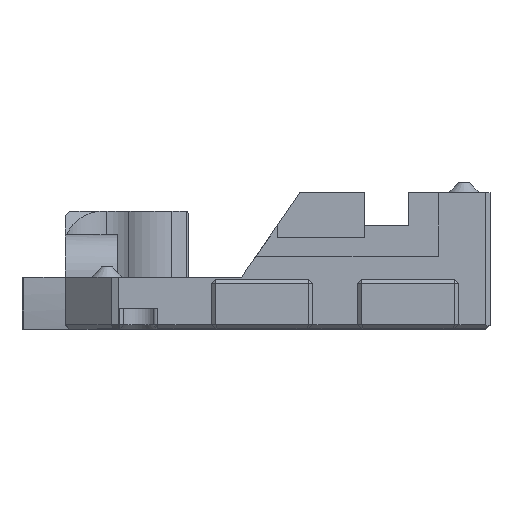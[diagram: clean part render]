
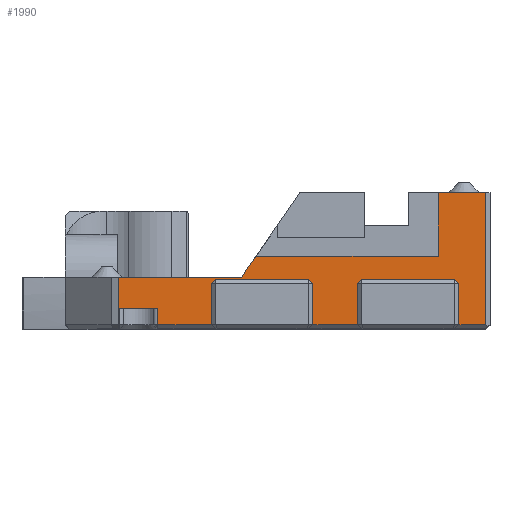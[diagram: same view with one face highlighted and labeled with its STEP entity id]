
A CAD part, top view. The second image highlights one B-rep face of the part: STEP entity #1990.
In plain terms, the highlighted planar face has unit normal (0, 0, 1).
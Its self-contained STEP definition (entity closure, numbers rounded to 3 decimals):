
#116 = VERTEX_POINT('',#117);
#117 = CARTESIAN_POINT('',(215.15,-145.165,39.8));
#123 = EDGE_CURVE('',#124,#116,#126,.T.);
#124 = VERTEX_POINT('',#125);
#125 = CARTESIAN_POINT('',(227.05,-145.165,39.8));
#126 = LINE('',#127,#128);
#127 = CARTESIAN_POINT('',(227.05,-145.165,39.8));
#128 = VECTOR('',#129,1.);
#129 = DIRECTION('',(-1.,0.,0.));
#1971 = VERTEX_POINT('',#1972);
#1972 = CARTESIAN_POINT('',(215.15,-149.765,39.8));
#1978 = EDGE_CURVE('',#116,#1971,#1979,.T.);
#1979 = LINE('',#1980,#1981);
#1980 = CARTESIAN_POINT('',(215.15,-145.165,39.8));
#1981 = VECTOR('',#1982,1.);
#1982 = DIRECTION('',(-0.,-1.,-0.));
#1990 = ADVANCED_FACE('',(#1991),#2169,.T.);
#1991 = FACE_BOUND('',#1992,.T.);
#1992 = EDGE_LOOP('',(#1993,#2003,#2011,#2019,#2027,#2035,#2043,#2051,
    #2059,#2067,#2075,#2083,#2091,#2099,#2107,#2115,#2123,#2131,#2139,
    #2145,#2146,#2147,#2155,#2163));
#1993 = ORIENTED_EDGE('',*,*,#1994,.F.);
#1994 = EDGE_CURVE('',#1995,#1997,#1999,.T.);
#1995 = VERTEX_POINT('',#1996);
#1996 = CARTESIAN_POINT('',(218.962,-149.765,39.8));
#1997 = VERTEX_POINT('',#1998);
#1998 = CARTESIAN_POINT('',(218.962,-148.165,39.8));
#1999 = LINE('',#2000,#2001);
#2000 = CARTESIAN_POINT('',(218.962,-150.165,39.8));
#2001 = VECTOR('',#2002,1.);
#2002 = DIRECTION('',(0.,1.,0.));
#2003 = ORIENTED_EDGE('',*,*,#2004,.F.);
#2004 = EDGE_CURVE('',#2005,#1995,#2007,.T.);
#2005 = VERTEX_POINT('',#2006);
#2006 = CARTESIAN_POINT('',(224.15,-149.765,39.8));
#2007 = LINE('',#2008,#2009);
#2008 = CARTESIAN_POINT('',(224.15,-149.765,39.8));
#2009 = VECTOR('',#2010,1.);
#2010 = DIRECTION('',(-1.,0.,0.));
#2011 = ORIENTED_EDGE('',*,*,#2012,.T.);
#2012 = EDGE_CURVE('',#2005,#2013,#2015,.T.);
#2013 = VERTEX_POINT('',#2014);
#2014 = CARTESIAN_POINT('',(224.15,-145.765,39.8));
#2015 = LINE('',#2016,#2017);
#2016 = CARTESIAN_POINT('',(224.15,-149.765,39.8));
#2017 = VECTOR('',#2018,1.);
#2018 = DIRECTION('',(0.,1.,0.));
#2019 = ORIENTED_EDGE('',*,*,#2020,.F.);
#2020 = EDGE_CURVE('',#2021,#2013,#2023,.T.);
#2021 = VERTEX_POINT('',#2022);
#2022 = CARTESIAN_POINT('',(224.55,-145.365,39.8));
#2023 = LINE('',#2024,#2025);
#2024 = CARTESIAN_POINT('',(224.55,-145.365,39.8));
#2025 = VECTOR('',#2026,1.);
#2026 = DIRECTION('',(-0.707,-0.707,-0.));
#2027 = ORIENTED_EDGE('',*,*,#2028,.F.);
#2028 = EDGE_CURVE('',#2029,#2021,#2031,.T.);
#2029 = VERTEX_POINT('',#2030);
#2030 = CARTESIAN_POINT('',(233.55,-145.365,39.8));
#2031 = LINE('',#2032,#2033);
#2032 = CARTESIAN_POINT('',(233.55,-145.365,39.8));
#2033 = VECTOR('',#2034,1.);
#2034 = DIRECTION('',(-1.,0.,0.));
#2035 = ORIENTED_EDGE('',*,*,#2036,.F.);
#2036 = EDGE_CURVE('',#2037,#2029,#2039,.T.);
#2037 = VERTEX_POINT('',#2038);
#2038 = CARTESIAN_POINT('',(233.95,-145.765,39.8));
#2039 = LINE('',#2040,#2041);
#2040 = CARTESIAN_POINT('',(233.95,-145.765,39.8));
#2041 = VECTOR('',#2042,1.);
#2042 = DIRECTION('',(-0.707,0.707,0.));
#2043 = ORIENTED_EDGE('',*,*,#2044,.T.);
#2044 = EDGE_CURVE('',#2037,#2045,#2047,.T.);
#2045 = VERTEX_POINT('',#2046);
#2046 = CARTESIAN_POINT('',(233.95,-149.765,39.8));
#2047 = LINE('',#2048,#2049);
#2048 = CARTESIAN_POINT('',(233.95,-145.765,39.8));
#2049 = VECTOR('',#2050,1.);
#2050 = DIRECTION('',(-0.,-1.,-0.));
#2051 = ORIENTED_EDGE('',*,*,#2052,.F.);
#2052 = EDGE_CURVE('',#2053,#2045,#2055,.T.);
#2053 = VERTEX_POINT('',#2054);
#2054 = CARTESIAN_POINT('',(238.25,-149.765,39.8));
#2055 = LINE('',#2056,#2057);
#2056 = CARTESIAN_POINT('',(238.25,-149.765,39.8));
#2057 = VECTOR('',#2058,1.);
#2058 = DIRECTION('',(-1.,0.,0.));
#2059 = ORIENTED_EDGE('',*,*,#2060,.T.);
#2060 = EDGE_CURVE('',#2053,#2061,#2063,.T.);
#2061 = VERTEX_POINT('',#2062);
#2062 = CARTESIAN_POINT('',(238.25,-145.765,39.8));
#2063 = LINE('',#2064,#2065);
#2064 = CARTESIAN_POINT('',(238.25,-149.765,39.8));
#2065 = VECTOR('',#2066,1.);
#2066 = DIRECTION('',(0.,1.,0.));
#2067 = ORIENTED_EDGE('',*,*,#2068,.F.);
#2068 = EDGE_CURVE('',#2069,#2061,#2071,.T.);
#2069 = VERTEX_POINT('',#2070);
#2070 = CARTESIAN_POINT('',(238.65,-145.365,39.8));
#2071 = LINE('',#2072,#2073);
#2072 = CARTESIAN_POINT('',(238.65,-145.365,39.8));
#2073 = VECTOR('',#2074,1.);
#2074 = DIRECTION('',(-0.707,-0.707,-0.));
#2075 = ORIENTED_EDGE('',*,*,#2076,.F.);
#2076 = EDGE_CURVE('',#2077,#2069,#2079,.T.);
#2077 = VERTEX_POINT('',#2078);
#2078 = CARTESIAN_POINT('',(247.65,-145.365,39.8));
#2079 = LINE('',#2080,#2081);
#2080 = CARTESIAN_POINT('',(247.65,-145.365,39.8));
#2081 = VECTOR('',#2082,1.);
#2082 = DIRECTION('',(-1.,0.,0.));
#2083 = ORIENTED_EDGE('',*,*,#2084,.F.);
#2084 = EDGE_CURVE('',#2085,#2077,#2087,.T.);
#2085 = VERTEX_POINT('',#2086);
#2086 = CARTESIAN_POINT('',(248.05,-145.765,39.8));
#2087 = LINE('',#2088,#2089);
#2088 = CARTESIAN_POINT('',(248.05,-145.765,39.8));
#2089 = VECTOR('',#2090,1.);
#2090 = DIRECTION('',(-0.707,0.707,0.));
#2091 = ORIENTED_EDGE('',*,*,#2092,.T.);
#2092 = EDGE_CURVE('',#2085,#2093,#2095,.T.);
#2093 = VERTEX_POINT('',#2094);
#2094 = CARTESIAN_POINT('',(248.05,-149.765,39.8));
#2095 = LINE('',#2096,#2097);
#2096 = CARTESIAN_POINT('',(248.05,-145.765,39.8));
#2097 = VECTOR('',#2098,1.);
#2098 = DIRECTION('',(-0.,-1.,-0.));
#2099 = ORIENTED_EDGE('',*,*,#2100,.F.);
#2100 = EDGE_CURVE('',#2101,#2093,#2103,.T.);
#2101 = VERTEX_POINT('',#2102);
#2102 = CARTESIAN_POINT('',(250.65,-149.765,39.8));
#2103 = LINE('',#2104,#2105);
#2104 = CARTESIAN_POINT('',(250.65,-149.765,39.8));
#2105 = VECTOR('',#2106,1.);
#2106 = DIRECTION('',(-1.,0.,0.));
#2107 = ORIENTED_EDGE('',*,*,#2108,.F.);
#2108 = EDGE_CURVE('',#2109,#2101,#2111,.T.);
#2109 = VERTEX_POINT('',#2110);
#2110 = CARTESIAN_POINT('',(250.65,-136.995,39.8));
#2111 = LINE('',#2112,#2113);
#2112 = CARTESIAN_POINT('',(250.65,-136.995,39.8));
#2113 = VECTOR('',#2114,1.);
#2114 = DIRECTION('',(-0.,-1.,-0.));
#2115 = ORIENTED_EDGE('',*,*,#2116,.T.);
#2116 = EDGE_CURVE('',#2109,#2117,#2119,.T.);
#2117 = VERTEX_POINT('',#2118);
#2118 = CARTESIAN_POINT('',(246.038,-136.995,39.8));
#2119 = LINE('',#2120,#2121);
#2120 = CARTESIAN_POINT('',(250.65,-136.995,39.8));
#2121 = VECTOR('',#2122,1.);
#2122 = DIRECTION('',(-1.,0.,0.));
#2123 = ORIENTED_EDGE('',*,*,#2124,.T.);
#2124 = EDGE_CURVE('',#2117,#2125,#2127,.T.);
#2125 = VERTEX_POINT('',#2126);
#2126 = CARTESIAN_POINT('',(246.038,-143.155,39.8));
#2127 = LINE('',#2128,#2129);
#2128 = CARTESIAN_POINT('',(246.038,-136.995,39.8));
#2129 = VECTOR('',#2130,1.);
#2130 = DIRECTION('',(-0.,-1.,-0.));
#2131 = ORIENTED_EDGE('',*,*,#2132,.T.);
#2132 = EDGE_CURVE('',#2125,#2133,#2135,.T.);
#2133 = VERTEX_POINT('',#2134);
#2134 = CARTESIAN_POINT('',(228.439,-143.155,39.8));
#2135 = LINE('',#2136,#2137);
#2136 = CARTESIAN_POINT('',(246.038,-143.155,39.8));
#2137 = VECTOR('',#2138,1.);
#2138 = DIRECTION('',(-1.,0.,0.));
#2139 = ORIENTED_EDGE('',*,*,#2140,.T.);
#2140 = EDGE_CURVE('',#2133,#124,#2141,.T.);
#2141 = LINE('',#2142,#2143);
#2142 = CARTESIAN_POINT('',(228.439,-143.155,39.8));
#2143 = VECTOR('',#2144,1.);
#2144 = DIRECTION('',(-0.569,-0.823,-0.));
#2145 = ORIENTED_EDGE('',*,*,#123,.T.);
#2146 = ORIENTED_EDGE('',*,*,#1978,.T.);
#2147 = ORIENTED_EDGE('',*,*,#2148,.F.);
#2148 = EDGE_CURVE('',#2149,#1971,#2151,.T.);
#2149 = VERTEX_POINT('',#2150);
#2150 = CARTESIAN_POINT('',(215.238,-149.765,39.8));
#2151 = LINE('',#2152,#2153);
#2152 = CARTESIAN_POINT('',(224.15,-149.765,39.8));
#2153 = VECTOR('',#2154,1.);
#2154 = DIRECTION('',(-1.,0.,0.));
#2155 = ORIENTED_EDGE('',*,*,#2156,.F.);
#2156 = EDGE_CURVE('',#2157,#2149,#2159,.T.);
#2157 = VERTEX_POINT('',#2158);
#2158 = CARTESIAN_POINT('',(215.238,-148.165,39.8));
#2159 = LINE('',#2160,#2161);
#2160 = CARTESIAN_POINT('',(215.238,-150.165,39.8));
#2161 = VECTOR('',#2162,1.);
#2162 = DIRECTION('',(0.,-1.,0.));
#2163 = ORIENTED_EDGE('',*,*,#2164,.T.);
#2164 = EDGE_CURVE('',#2157,#1997,#2165,.T.);
#2165 = LINE('',#2166,#2167);
#2166 = CARTESIAN_POINT('',(229.988,-148.165,39.8));
#2167 = VECTOR('',#2168,1.);
#2168 = DIRECTION('',(1.,0.,0.));
#2169 = PLANE('',#2170);
#2170 = AXIS2_PLACEMENT_3D('',#2171,#2172,#2173);
#2171 = CARTESIAN_POINT('',(230.55,-138.165,39.8));
#2172 = DIRECTION('',(0.,0.,1.));
#2173 = DIRECTION('',(0.,-1.,0.));
